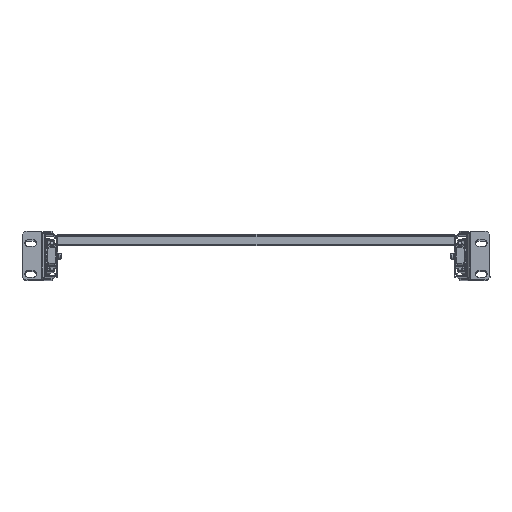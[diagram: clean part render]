
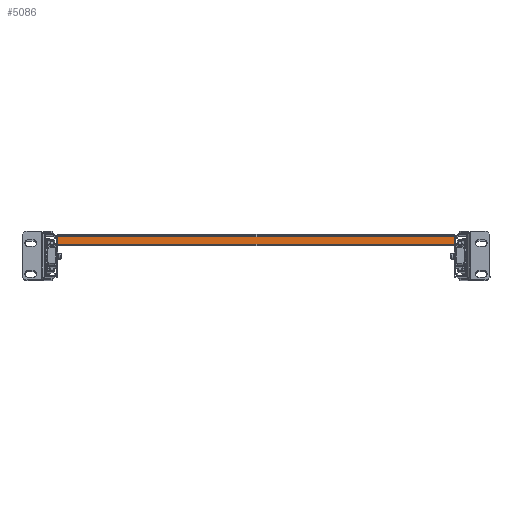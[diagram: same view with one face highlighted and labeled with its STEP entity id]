
A CAD part, top view. The second image highlights one B-rep face of the part: STEP entity #5086.
In plain terms, the highlighted face is planar.
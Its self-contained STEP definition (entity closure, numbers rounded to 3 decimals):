
#1054 = VERTEX_POINT ( 'NONE', #13427 ) ;
#1090 = LINE ( 'NONE', #23282, #20723 ) ;
#1458 = VERTEX_POINT ( 'NONE', #57295 ) ;
#5086 = ADVANCED_FACE ( 'NONE', ( #32622 ), #46070, .F. ) ;
#7752 = CARTESIAN_POINT ( 'NONE',  ( 800., 0., -10. ) ) ;
#13427 = CARTESIAN_POINT ( 'NONE',  ( 800., 410.199, -2.4 ) ) ;
#13913 = VECTOR ( 'NONE', #38453, 1000. ) ;
#14924 = EDGE_LOOP ( 'NONE', ( #19209, #30709, #32635, #24310 ) ) ;
#15537 = CARTESIAN_POINT ( 'NONE',  ( 800., 410.199, -10. ) ) ;
#17591 = AXIS2_PLACEMENT_3D ( 'NONE', #50428, #49876, #23326 ) ;
#18872 = EDGE_CURVE ( 'NONE', #57399, #1054, #37600, .T. ) ;
#19209 = ORIENTED_EDGE ( 'NONE', *, *, #52387, .F. ) ;
#20723 = VECTOR ( 'NONE', #32865, 1000. ) ;
#23282 = CARTESIAN_POINT ( 'NONE',  ( 800., 1.401, 0. ) ) ;
#23326 = DIRECTION ( 'NONE',  ( 0., 0., 1. ) ) ;
#24310 = ORIENTED_EDGE ( 'NONE', *, *, #25989, .T. ) ;
#25989 = EDGE_CURVE ( 'NONE', #1458, #46596, #29890, .T. ) ;
#29444 = CARTESIAN_POINT ( 'NONE',  ( 800., 1.401, -2.4 ) ) ;
#29890 = LINE ( 'NONE', #7752, #42425 ) ;
#30709 = ORIENTED_EDGE ( 'NONE', *, *, #18872, .F. ) ;
#32622 = FACE_OUTER_BOUND ( 'NONE', #14924, .T. ) ;
#32635 = ORIENTED_EDGE ( 'NONE', *, *, #35072, .T. ) ;
#32865 = DIRECTION ( 'NONE',  ( 0., 0., -1. ) ) ;
#33092 = DIRECTION ( 'NONE',  ( 0., 0., -1. ) ) ;
#34368 = CARTESIAN_POINT ( 'NONE',  ( 800., 411.6, -2.4 ) ) ;
#35072 = EDGE_CURVE ( 'NONE', #57399, #1458, #1090, .T. ) ;
#37600 = LINE ( 'NONE', #34368, #13913 ) ;
#38453 = DIRECTION ( 'NONE',  ( 0., 1., 0. ) ) ;
#42149 = CARTESIAN_POINT ( 'NONE',  ( 800., 410.199, -1.4 ) ) ;
#42425 = VECTOR ( 'NONE', #53271, 1000. ) ;
#46070 = PLANE ( 'NONE',  #17591 ) ;
#46596 = VERTEX_POINT ( 'NONE', #15537 ) ;
#49876 = DIRECTION ( 'NONE',  ( -1., 0., 0. ) ) ;
#50428 = CARTESIAN_POINT ( 'NONE',  ( 800., 0., 0. ) ) ;
#51519 = VECTOR ( 'NONE', #33092, 1000. ) ;
#52387 = EDGE_CURVE ( 'NONE', #1054, #46596, #56149, .T. ) ;
#53271 = DIRECTION ( 'NONE',  ( 0., 1., 0. ) ) ;
#56149 = LINE ( 'NONE', #42149, #51519 ) ;
#57295 = CARTESIAN_POINT ( 'NONE',  ( 800., 1.401, -10. ) ) ;
#57399 = VERTEX_POINT ( 'NONE', #29444 ) ;
